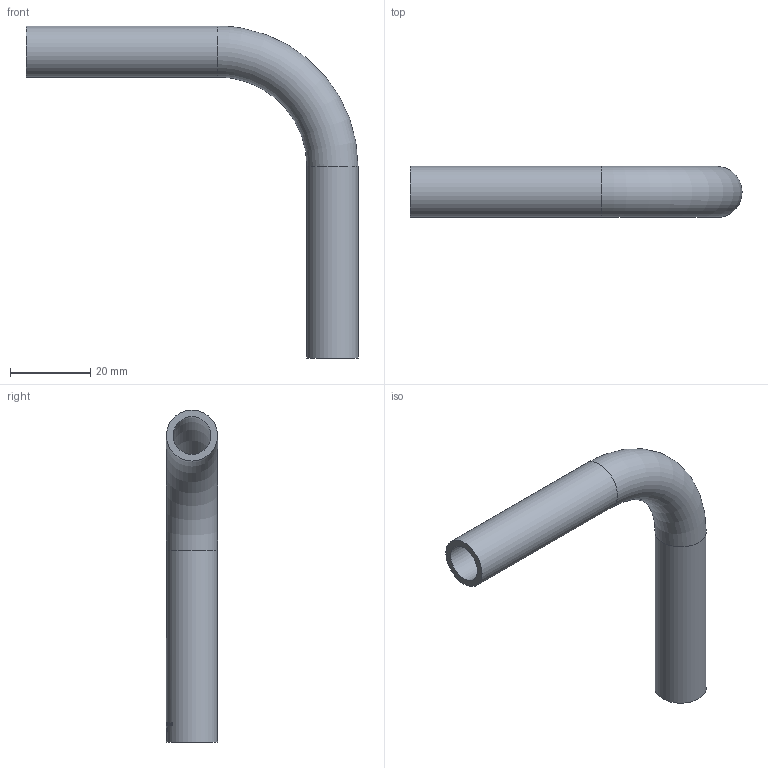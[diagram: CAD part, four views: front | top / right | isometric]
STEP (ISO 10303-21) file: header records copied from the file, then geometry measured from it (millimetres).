
FILE_DESCRIPTION(/* description */ (''),/* implementation_level */ '2;1');
FILE_NAME(/* name */ 'S2S-.50.stp',/* time_stamp */ '2018-11-16T10:41:13-05:00',/* author */ ('rick'),/* organization */ (''),/* preprocessor_version */ 'ST-DEVELOPER v15.2',/* originating_system */ 'Autodesk Inventor 2014',/* authorisation */ '');
FILE_SCHEMA (('AUTOMOTIVE_DESIGN { 1 0 10303 214 3 1 1 }'));
Length unit declared in the file: inch
Products named in the file (1): S2S-.50
Bounding box: 82.55 x 12.7 x 82.55 mm (x, y, z)
Volume: 8030.5 mm3; surface area: 9852.4 mm2
Topology: 1 solids, 1 shells, 334 faces, 905 edges, 603 vertices
Faces by surface type: bspline 187, plane 111, cylinder 34, torus 2
Full cylindrical faces by diameter (mm): 9.398 x2, 12.7 x2
Entity records: 13797 total; most frequent: CARTESIAN_POINT 6529, ORIENTED_EDGE 1792, DIRECTION 944, EDGE_CURVE 896, VERTEX_POINT 600, LINE 396, VECTOR 396, B_SPLINE_CURVE_WITH_KNOTS 374
